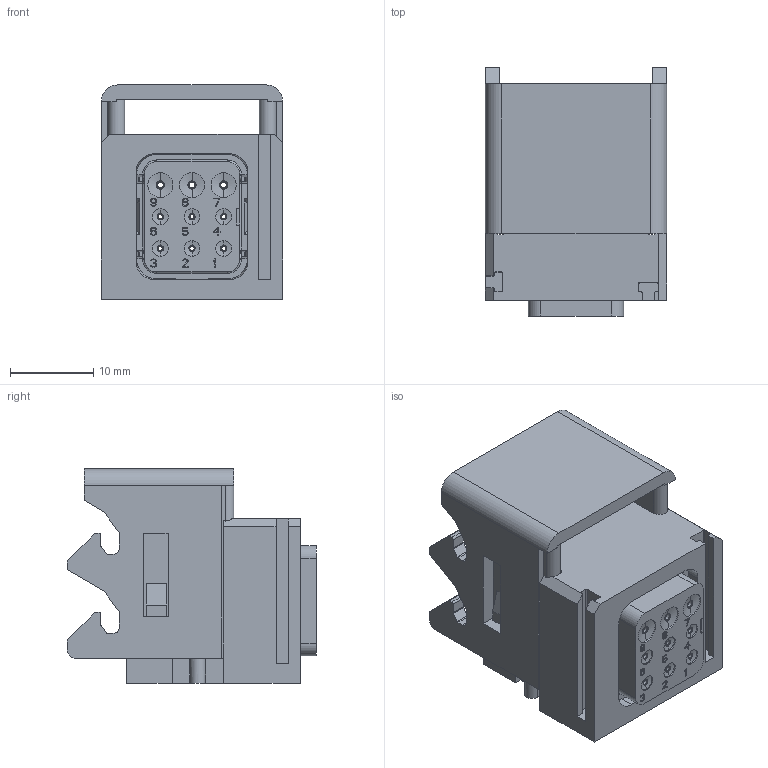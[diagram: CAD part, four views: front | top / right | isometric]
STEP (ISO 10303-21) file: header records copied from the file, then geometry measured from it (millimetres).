
FILE_DESCRIPTION((''),'2;1');
FILE_NAME('35599110000','2020-02-19T',('presta_be4'),(''),'CREO PARAMETRIC BY PTC INC, 2018360','CREO PARAMETRIC BY PTC INC, 2018360','');
FILE_SCHEMA(('CONFIG_CONTROL_DESIGN'));
Products named in the file (1): 35599110000
Bounding box: 21.8 x 29.95 x 25.75 mm (x, y, z)
Volume: 7582.8 mm3; surface area: 8690.9 mm2
Topology: 1 solids, 1 shells, 2025 faces, 5154 edges, 3212 vertices
Faces by surface type: plane 1161, cylinder 357, cone 222, torus 174, bspline 111
Entity records: 73737 total; most frequent: CARTESIAN_POINT 24727, ORIENTED_EDGE 10308, DIRECTION 10104, EDGE_CURVE 5154, VECTOR 3458, LINE 3458, AXIS2_PLACEMENT_3D 3323, VERTEX_POINT 3212
